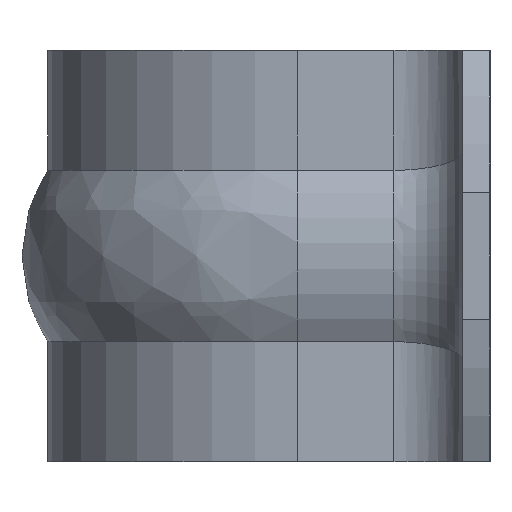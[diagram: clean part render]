
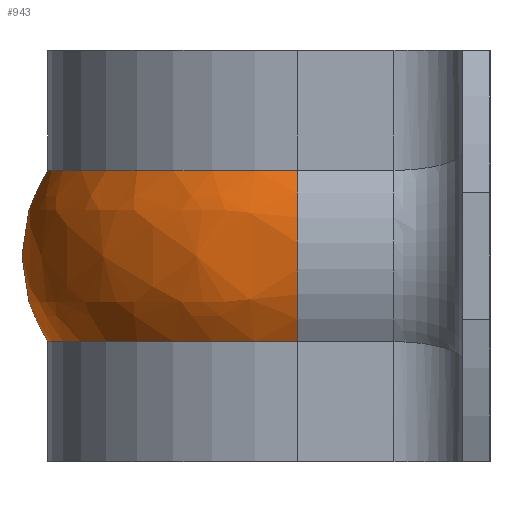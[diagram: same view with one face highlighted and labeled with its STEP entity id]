
A CAD part, left-side view. The second image highlights one B-rep face of the part: STEP entity #943.
In plain terms, the highlighted free-form (B-spline) face has degree [2, 2] with [3, 5] control points.
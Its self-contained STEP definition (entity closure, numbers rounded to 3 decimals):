
#20=(
BOUNDED_SURFACE()
B_SPLINE_SURFACE(2,2,((#1917,#1918,#1919,#1920,#1921),(#1922,#1923,#1924,
#1925,#1926),(#1927,#1928,#1929,#1930,#1931)),.UNSPECIFIED.,.F.,.F.,.F.)
B_SPLINE_SURFACE_WITH_KNOTS((3,3),(3,2,3),(-0.583,0.583),
(0.,1.571,3.142),.UNSPECIFIED.)
GEOMETRIC_REPRESENTATION_ITEM()
RATIONAL_B_SPLINE_SURFACE(((1.,0.707,1.,0.707,1.),
(0.835,0.59,0.835,0.59,
0.835),(1.,0.707,1.,0.707,1.)))
REPRESENTATION_ITEM('')
SURFACE()
);
#279=FACE_OUTER_BOUND('',#337,.T.);
#337=EDGE_LOOP('',(#869,#870,#871,#872));
#383=CIRCLE('',#1034,4.542);
#387=CIRCLE('',#1044,4.542);
#394=CIRCLE('',#1062,7.3);
#396=CIRCLE('',#1066,7.3);
#460=VERTEX_POINT('',#1808);
#461=VERTEX_POINT('',#1812);
#469=VERTEX_POINT('',#1864);
#471=VERTEX_POINT('',#1870);
#578=EDGE_CURVE('',#460,#461,#383,.T.);
#594=EDGE_CURVE('',#471,#469,#387,.T.);
#614=EDGE_CURVE('',#460,#471,#394,.T.);
#616=EDGE_CURVE('',#461,#469,#396,.T.);
#869=ORIENTED_EDGE('',*,*,#578,.T.);
#870=ORIENTED_EDGE('',*,*,#616,.T.);
#871=ORIENTED_EDGE('',*,*,#594,.F.);
#872=ORIENTED_EDGE('',*,*,#614,.F.);
#943=ADVANCED_FACE('',(#279),#20,.F.);
#1034=AXIS2_PLACEMENT_3D('',#1814,#1257,#1258);
#1044=AXIS2_PLACEMENT_3D('',#1872,#1287,#1288);
#1062=AXIS2_PLACEMENT_3D('',#1912,#1336,#1337);
#1066=AXIS2_PLACEMENT_3D('',#1916,#1344,#1345);
#1257=DIRECTION('center_axis',(0.,1.,0.));
#1258=DIRECTION('ref_axis',(0.835,0.,-0.55));
#1287=DIRECTION('center_axis',(0.,-1.,0.));
#1288=DIRECTION('ref_axis',(-0.835,0.,-0.55));
#1336=DIRECTION('center_axis',(0.,0.,1.));
#1337=DIRECTION('ref_axis',(1.,0.,0.));
#1344=DIRECTION('center_axis',(0.,0.,1.));
#1345=DIRECTION('ref_axis',(1.,0.,0.));
#1808=CARTESIAN_POINT('',(7.3,-7.3,2.5));
#1812=CARTESIAN_POINT('',(7.3,-7.3,-2.5));
#1814=CARTESIAN_POINT('Origin',(3.508,-7.3,0.));
#1864=CARTESIAN_POINT('',(-7.3,-7.3,-2.5));
#1870=CARTESIAN_POINT('',(-7.3,-7.3,2.5));
#1872=CARTESIAN_POINT('Origin',(-3.508,-7.3,0.));
#1912=CARTESIAN_POINT('Origin',(0.,-7.3,2.5));
#1916=CARTESIAN_POINT('Origin',(0.,-7.3,-2.5));
#1917=CARTESIAN_POINT('Ctrl Pts',(7.3,-7.3,-2.5));
#1918=CARTESIAN_POINT('Ctrl Pts',(7.3,0.,-2.5));
#1919=CARTESIAN_POINT('Ctrl Pts',(0.,0.,
-2.5));
#1920=CARTESIAN_POINT('Ctrl Pts',(-7.3,0.,-2.5));
#1921=CARTESIAN_POINT('Ctrl Pts',(-7.3,-7.3,-2.5));
#1922=CARTESIAN_POINT('Ctrl Pts',(8.948,-7.3,0.));
#1923=CARTESIAN_POINT('Ctrl Pts',(8.948,1.648,0.));
#1924=CARTESIAN_POINT('Ctrl Pts',(0.,1.648,
0.));
#1925=CARTESIAN_POINT('Ctrl Pts',(-8.948,1.648,0.));
#1926=CARTESIAN_POINT('Ctrl Pts',(-8.948,-7.3,0.));
#1927=CARTESIAN_POINT('Ctrl Pts',(7.3,-7.3,2.5));
#1928=CARTESIAN_POINT('Ctrl Pts',(7.3,0.,2.5));
#1929=CARTESIAN_POINT('Ctrl Pts',(0.,0.,
2.5));
#1930=CARTESIAN_POINT('Ctrl Pts',(-7.3,0.,2.5));
#1931=CARTESIAN_POINT('Ctrl Pts',(-7.3,-7.3,2.5));
